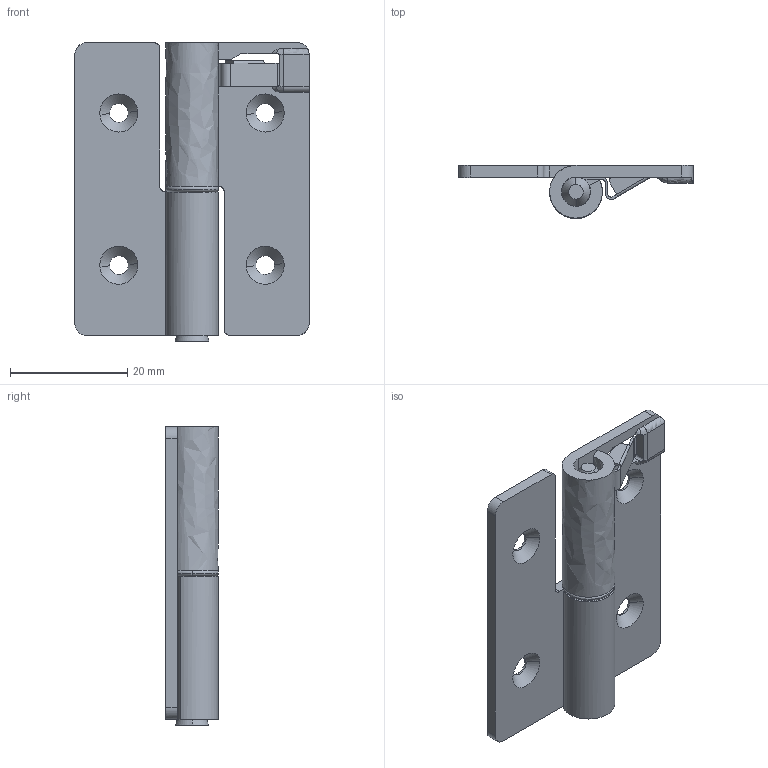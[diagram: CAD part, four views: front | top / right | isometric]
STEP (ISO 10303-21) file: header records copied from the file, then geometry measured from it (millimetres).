
FILE_DESCRIPTION((''),'2;1');
FILE_NAME('','2013-06-19T10:25:00',(''),(''),'','CADfix','');
FILE_SCHEMA(('AUTOMOTIVE_DESIGN { 1 0 10303 214 1 1 1 1 }'));
Length unit declared in the file: millimetre
Bounding box: 40 x 9 x 51 mm (x, y, z)
Volume: 5927 mm3; surface area: 7007.1 mm2
Topology: 4 solids, 4 shells, 133 faces, 392 edges, 269 vertices
Faces by surface type: bspline 133
Entity records: 5090 total; most frequent: CARTESIAN_POINT 2868, ORIENTED_EDGE 784, EDGE_CURVE 392, VERTEX_POINT 269, QUASI_UNIFORM_CURVE 196, EDGE_LOOP 145, FACE_OUTER_BOUND 133, ADVANCED_FACE 133
